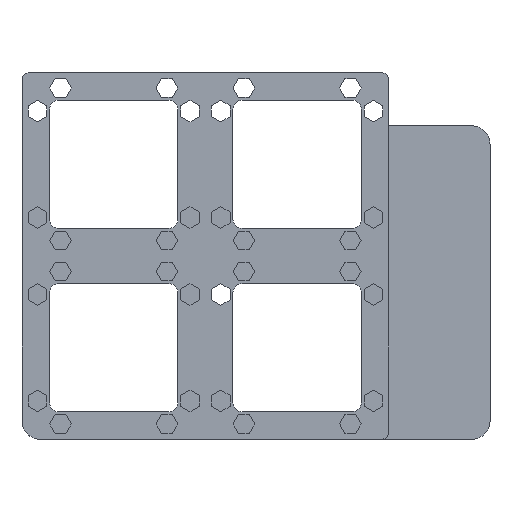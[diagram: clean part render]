
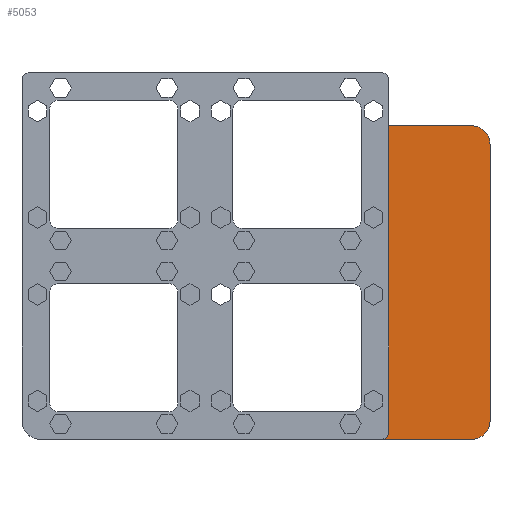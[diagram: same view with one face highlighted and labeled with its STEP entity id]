
A CAD part, top view. The second image highlights one B-rep face of the part: STEP entity #5053.
In plain terms, the highlighted planar face has unit normal (0, 0, 1).
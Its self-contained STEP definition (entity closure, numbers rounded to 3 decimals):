
#69=PLANE('',#5386);
#318=FACE_OUTER_BOUND('',#626,.T.);
#626=EDGE_LOOP('',(#3867,#3868,#3869,#3870,#3871,#3872,#3873));
#1148=LINE('',#7583,#1833);
#1151=LINE('',#7591,#1836);
#1152=LINE('',#7595,#1837);
#1153=LINE('',#7597,#1838);
#1833=VECTOR('',#6020,10.);
#1836=VECTOR('',#6029,10.);
#1837=VECTOR('',#6032,10.);
#1838=VECTOR('',#6033,10.);
#2303=CIRCLE('',#5385,5.);
#2304=CIRCLE('',#5387,5.);
#2305=CIRCLE('',#5388,2.);
#2600=VERTEX_POINT('',#7580);
#2601=VERTEX_POINT('',#7582);
#2602=VERTEX_POINT('',#7586);
#2603=VERTEX_POINT('',#7590);
#2604=VERTEX_POINT('',#7592);
#2605=VERTEX_POINT('',#7594);
#2606=VERTEX_POINT('',#7596);
#3104=EDGE_CURVE('',#2600,#2601,#1148,.T.);
#3107=EDGE_CURVE('',#2602,#2600,#2303,.T.);
#3108=EDGE_CURVE('',#2603,#2602,#1151,.T.);
#3109=EDGE_CURVE('',#2604,#2603,#2304,.T.);
#3110=EDGE_CURVE('',#2605,#2604,#1152,.T.);
#3111=EDGE_CURVE('',#2606,#2605,#1153,.T.);
#3112=EDGE_CURVE('',#2601,#2606,#2305,.T.);
#3867=ORIENTED_EDGE('',*,*,#3107,.F.);
#3868=ORIENTED_EDGE('',*,*,#3108,.F.);
#3869=ORIENTED_EDGE('',*,*,#3109,.F.);
#3870=ORIENTED_EDGE('',*,*,#3110,.F.);
#3871=ORIENTED_EDGE('',*,*,#3111,.F.);
#3872=ORIENTED_EDGE('',*,*,#3112,.F.);
#3873=ORIENTED_EDGE('',*,*,#3104,.F.);
#5053=ADVANCED_FACE('',(#318),#69,.F.);
#5385=AXIS2_PLACEMENT_3D('',#7588,#6025,#6026);
#5386=AXIS2_PLACEMENT_3D('',#7589,#6027,#6028);
#5387=AXIS2_PLACEMENT_3D('',#7593,#6030,#6031);
#5388=AXIS2_PLACEMENT_3D('',#7598,#6034,#6035);
#6020=DIRECTION('',(-1.,0.,0.));
#6025=DIRECTION('center_axis',(0.,0.,-1.));
#6026=DIRECTION('ref_axis',(0.707,-0.707,0.));
#6027=DIRECTION('center_axis',(0.,0.,-1.));
#6028=DIRECTION('ref_axis',(-1.,0.,0.));
#6029=DIRECTION('',(0.,-1.,0.));
#6030=DIRECTION('center_axis',(0.,0.,-1.));
#6031=DIRECTION('ref_axis',(0.707,0.707,0.));
#6032=DIRECTION('',(1.,0.,0.));
#6033=DIRECTION('',(0.,1.,0.));
#6034=DIRECTION('center_axis',(0.,0.,1.));
#6035=DIRECTION('ref_axis',(0.707,-0.707,0.));
#7580=CARTESIAN_POINT('',(110.1,-12.5,0.));
#7582=CARTESIAN_POINT('',(85.5,-12.5,0.));
#7583=CARTESIAN_POINT('',(115.1,-12.5,0.));
#7586=CARTESIAN_POINT('',(115.1,-7.5,0.));
#7588=CARTESIAN_POINT('Origin',(110.1,-7.5,0.));
#7589=CARTESIAN_POINT('Origin',(51.3,30.25,0.));
#7590=CARTESIAN_POINT('',(115.1,68.,0.));
#7591=CARTESIAN_POINT('',(115.1,73.,0.));
#7592=CARTESIAN_POINT('',(110.1,73.,0.));
#7593=CARTESIAN_POINT('Origin',(110.1,68.,0.));
#7594=CARTESIAN_POINT('',(87.5,73.,0.));
#7595=CARTESIAN_POINT('',(-12.5,73.,0.));
#7596=CARTESIAN_POINT('',(87.5,-10.5,0.));
#7597=CARTESIAN_POINT('',(87.5,-12.5,0.));
#7598=CARTESIAN_POINT('Origin',(85.5,-10.5,0.));
